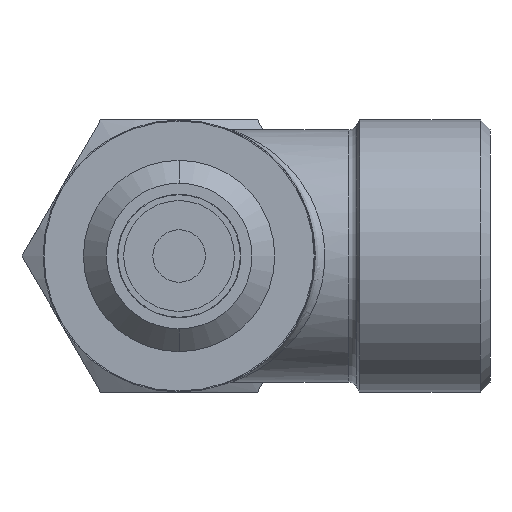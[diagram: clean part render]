
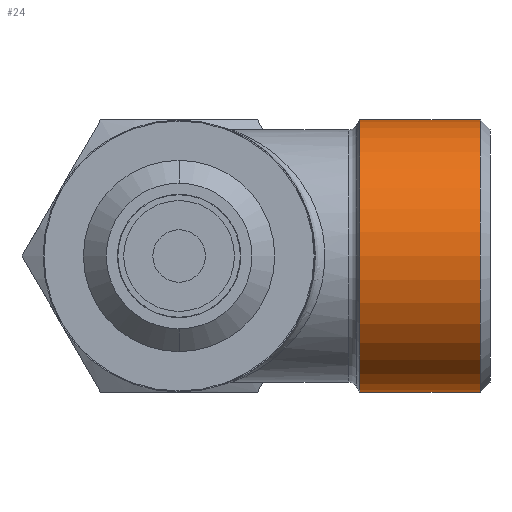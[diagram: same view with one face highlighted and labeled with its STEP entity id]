
A CAD part, front view. The second image highlights one B-rep face of the part: STEP entity #24.
In plain terms, the highlighted cylindrical face has radius 7 mm (diameter 14 mm), a partial arc.
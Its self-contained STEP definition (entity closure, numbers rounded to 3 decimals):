
#13 = EDGE_LOOP ( 'NONE', ( #32, #31, #37, #36 ) ) ;
#24 = ADVANCED_FACE ( 'NONE', ( #202 ), #212, .T. ) ;
#31 = ORIENTED_EDGE ( 'NONE', *, *, #40, .T. ) ;
#32 = ORIENTED_EDGE ( 'NONE', *, *, #1539, .F. ) ;
#36 = ORIENTED_EDGE ( 'NONE', *, *, #1024, .T. ) ;
#37 = ORIENTED_EDGE ( 'NONE', *, *, #1494, .T. ) ;
#40 = EDGE_CURVE ( 'NONE', #1536, #1525, #374, .T. ) ;
#202 = FACE_OUTER_BOUND ( 'NONE', #13, .T. ) ;
#212 = CYLINDRICAL_SURFACE ( 'NONE', #226, 7. ) ;
#215 = DIRECTION ( 'NONE',  ( 0., 0., 1. ) ) ;
#216 = DIRECTION ( 'NONE',  ( -1., 0., 0. ) ) ;
#225 = CARTESIAN_POINT ( 'NONE',  ( -1.207, 14.7, 0. ) ) ;
#226 = AXIS2_PLACEMENT_3D ( 'NONE', #225, #216, #215 ) ;
#374 = CIRCLE ( 'NONE', #411, 7. ) ;
#408 = DIRECTION ( 'NONE',  ( 0., 0., 1. ) ) ;
#409 = DIRECTION ( 'NONE',  ( -1., 0., 0. ) ) ;
#410 = CARTESIAN_POINT ( 'NONE',  ( 15.5, 14.7, 0. ) ) ;
#411 = AXIS2_PLACEMENT_3D ( 'NONE', #410, #409, #408 ) ;
#1024 = EDGE_CURVE ( 'NONE', #1493, #1537, #2549, .T. ) ;
#1493 = VERTEX_POINT ( 'NONE', #3548 ) ;
#1494 = EDGE_CURVE ( 'NONE', #1525, #1493, #3522, .T. ) ;
#1525 = VERTEX_POINT ( 'NONE', #3594 ) ;
#1536 = VERTEX_POINT ( 'NONE', #3603 ) ;
#1537 = VERTEX_POINT ( 'NONE', #3604 ) ;
#1539 = EDGE_CURVE ( 'NONE', #1536, #1537, #3652, .T. ) ;
#2545 = DIRECTION ( 'NONE',  ( 0., 0., -1. ) ) ;
#2546 = DIRECTION ( 'NONE',  ( 1., 0., 0. ) ) ;
#2547 = CARTESIAN_POINT ( 'NONE',  ( 9.289, 14.7, 0. ) ) ;
#2548 = AXIS2_PLACEMENT_3D ( 'NONE', #2547, #2546, #2545 ) ;
#2549 = CIRCLE ( 'NONE', #2548, 7. ) ;
#3519 = DIRECTION ( 'NONE',  ( -1., 0., 0. ) ) ;
#3520 = VECTOR ( 'NONE', #3519, 1000. ) ;
#3521 = CARTESIAN_POINT ( 'NONE',  ( -1.207, 14.7, 7. ) ) ;
#3522 = LINE ( 'NONE', #3521, #3520 ) ;
#3548 = CARTESIAN_POINT ( 'NONE',  ( 9.289, 14.7, 7. ) ) ;
#3594 = CARTESIAN_POINT ( 'NONE',  ( 15.5, 14.7, 7. ) ) ;
#3603 = CARTESIAN_POINT ( 'NONE',  ( 15.5, 14.7, -7. ) ) ;
#3604 = CARTESIAN_POINT ( 'NONE',  ( 9.289, 14.7, -7. ) ) ;
#3605 = DIRECTION ( 'NONE',  ( -1., 0., 0. ) ) ;
#3606 = VECTOR ( 'NONE', #3605, 1000. ) ;
#3627 = CARTESIAN_POINT ( 'NONE',  ( -1.207, 14.7, -7. ) ) ;
#3652 = LINE ( 'NONE', #3627, #3606 ) ;
